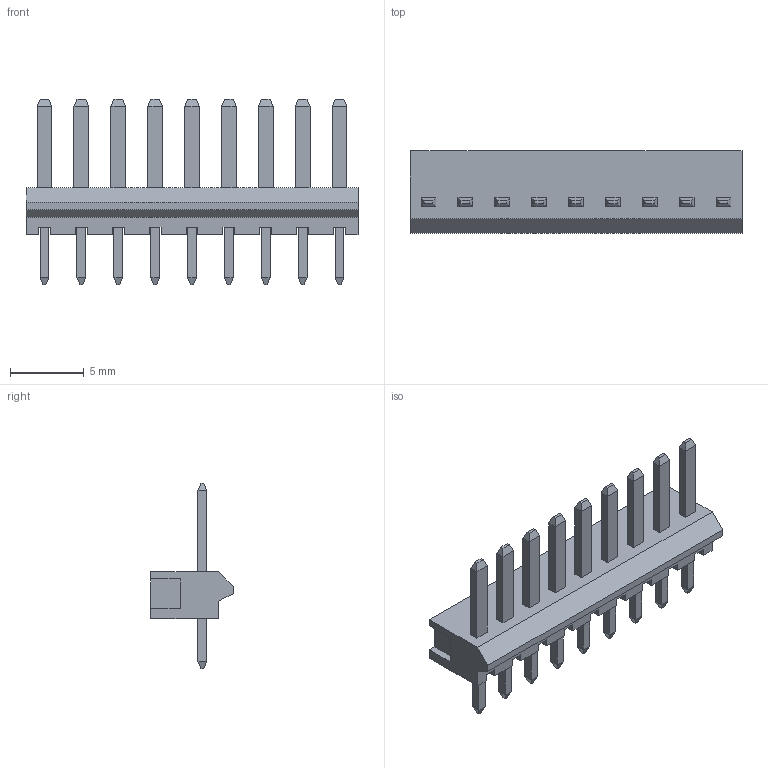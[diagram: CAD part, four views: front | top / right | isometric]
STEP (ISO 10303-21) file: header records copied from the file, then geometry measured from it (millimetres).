
FILE_DESCRIPTION(('FreeCAD Model'),'2;1');
FILE_NAME('Open CASCADE Shape Model','2021-07-29T09:53:03',( 'kicad StepUp'),('ksu MCAD'),'Open CASCADE STEP processor 7.4', 'FreeCAD','Unknown');
FILE_SCHEMA(('AUTOMOTIVE_DESIGN { 1 0 10303 214 1 1 1 1 }'));
Length unit declared in the file: millimetre
Products named in the file (1): JST_NH_B9P-SHF-1AA_1x09_P2.50mm_Vertical.copy
Bounding box: 22.5 x 5.6 x 12.6 mm (x, y, z)
Volume: 349.8 mm3; surface area: 801.7 mm2
Topology: 19 solids, 19 shells, 273 faces, 609 edges, 382 vertices
Faces by surface type: plane 201, bspline 72
Entity records: 16693 total; most frequent: CARTESIAN_POINT 3291, DIRECTION 1639, LINE 1235, VECTOR 1235, ORIENTED_EDGE 1218, PCURVE 1218, DEFINITIONAL_REPRESENTATION 1218, EDGE_CURVE 609
